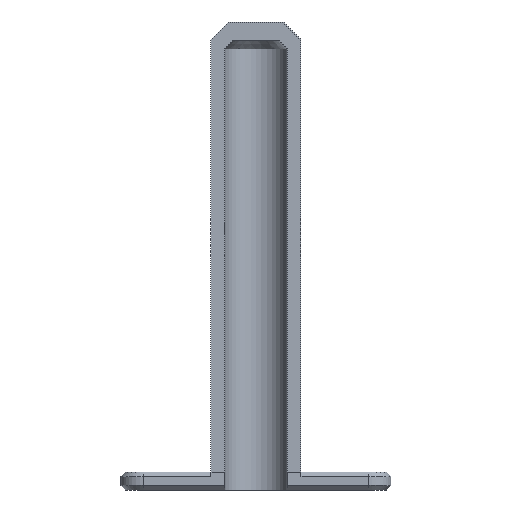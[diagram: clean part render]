
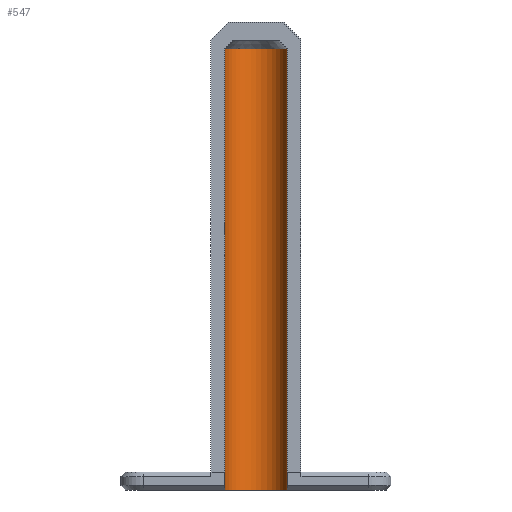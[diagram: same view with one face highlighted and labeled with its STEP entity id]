
A CAD part, front view. The second image highlights one B-rep face of the part: STEP entity #547.
In plain terms, the highlighted cylindrical face has radius 7 mm (diameter 14 mm), a partial arc.
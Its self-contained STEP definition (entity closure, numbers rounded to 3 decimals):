
#145 = VERTEX_POINT('',#146);
#146 = CARTESIAN_POINT('',(-7.,0.,94.));
#152 = EDGE_CURVE('',#153,#145,#155,.T.);
#153 = VERTEX_POINT('',#154);
#154 = CARTESIAN_POINT('',(-7.,-0.,-4.));
#155 = LINE('',#156,#157);
#156 = CARTESIAN_POINT('',(-7.,0.,-4.));
#157 = VECTOR('',#158,1.);
#158 = DIRECTION('',(0.,0.,1.));
#331 = VERTEX_POINT('',#332);
#332 = CARTESIAN_POINT('',(7.,0.,94.));
#378 = EDGE_CURVE('',#379,#331,#381,.T.);
#379 = VERTEX_POINT('',#380);
#380 = CARTESIAN_POINT('',(7.,0.,-4.));
#381 = LINE('',#382,#383);
#382 = CARTESIAN_POINT('',(7.,0.,-4.));
#383 = VECTOR('',#384,1.);
#384 = DIRECTION('',(0.,0.,1.));
#547 = ADVANCED_FACE('',(#548),#566,.F.);
#548 = FACE_BOUND('',#549,.F.);
#549 = EDGE_LOOP('',(#550,#551,#558,#559));
#550 = ORIENTED_EDGE('',*,*,#152,.T.);
#551 = ORIENTED_EDGE('',*,*,#552,.T.);
#552 = EDGE_CURVE('',#145,#331,#553,.T.);
#553 = CIRCLE('',#554,7.);
#554 = AXIS2_PLACEMENT_3D('',#555,#556,#557);
#555 = CARTESIAN_POINT('',(0.,0.,94.));
#556 = DIRECTION('',(-0.,0.,-1.));
#557 = DIRECTION('',(-1.,0.,0.));
#558 = ORIENTED_EDGE('',*,*,#378,.F.);
#559 = ORIENTED_EDGE('',*,*,#560,.F.);
#560 = EDGE_CURVE('',#153,#379,#561,.T.);
#561 = CIRCLE('',#562,7.);
#562 = AXIS2_PLACEMENT_3D('',#563,#564,#565);
#563 = CARTESIAN_POINT('',(0.,0.,-4.));
#564 = DIRECTION('',(0.,0.,-1.));
#565 = DIRECTION('',(1.,0.,0.));
#566 = CYLINDRICAL_SURFACE('',#567,7.);
#567 = AXIS2_PLACEMENT_3D('',#568,#569,#570);
#568 = CARTESIAN_POINT('',(0.,0.,-4.));
#569 = DIRECTION('',(0.,0.,-1.));
#570 = DIRECTION('',(1.,0.,0.));
